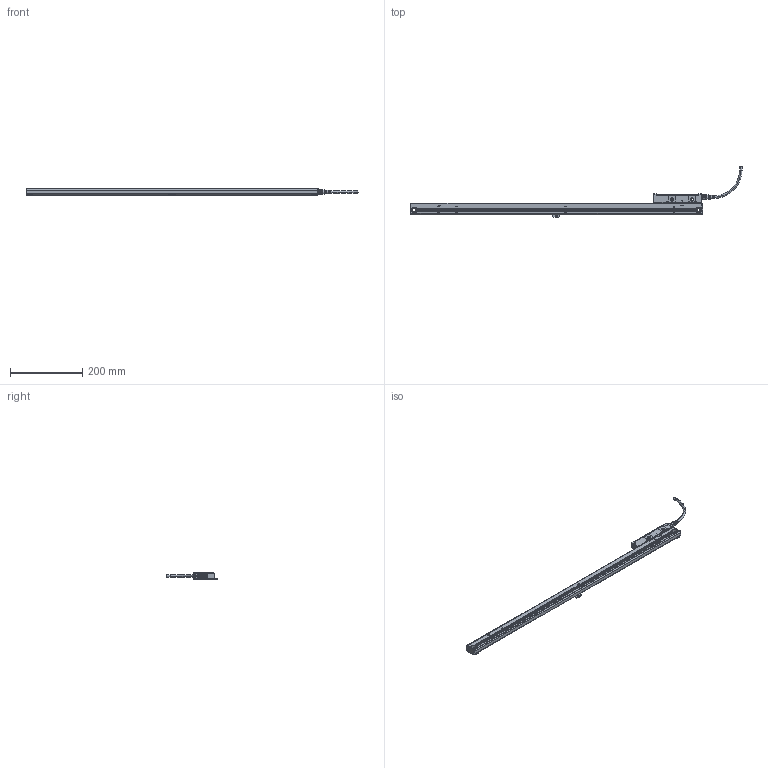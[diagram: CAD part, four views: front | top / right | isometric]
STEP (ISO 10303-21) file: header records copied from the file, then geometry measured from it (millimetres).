
FILE_DESCRIPTION(('CATIA V5 STEP'),'2;1');
FILE_NAME('SR27A-067-L.stp','2013-11-26T03:40:25+00:00',('none'),('none'),'CATIA Version 5 Release 19 SP 6 (IN-10)','CATIA V5 STEP AP214','none');
FILE_SCHEMA(('AUTOMOTIVE_DESIGN { 1 0 10303 214 1 1 1 1 }'));
Products named in the file (1): SR27A-067-L
Bounding box: 916.9 x 141.2 x 17.85 mm (x, y, z)
Volume: 445713.8 mm3; surface area: 126637.8 mm2
Topology: 1 solids, 57 shells, 2776 faces, 7331 edges, 4671 vertices
Faces by surface type: plane 1353, cylinder 1020, cone 157, torus 138, bspline 68, sphere 40
Entity records: 84656 total; most frequent: CARTESIAN_POINT 21352, ORIENTED_EDGE 14542, DIRECTION 10336, EDGE_CURVE 7271, VERTEX_POINT 4671, VECTOR 4227, LINE 4227, AXIS2_PLACEMENT_3D 4214
